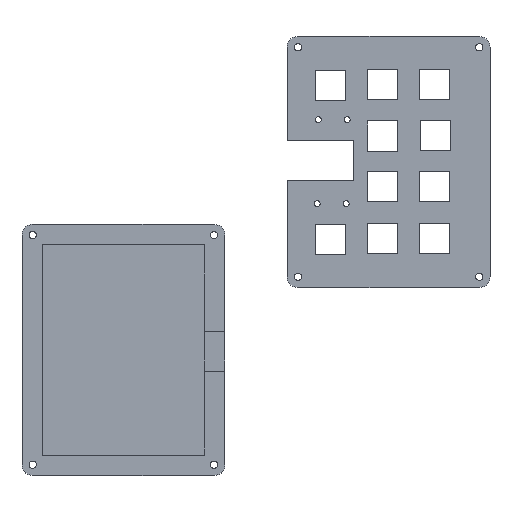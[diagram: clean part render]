
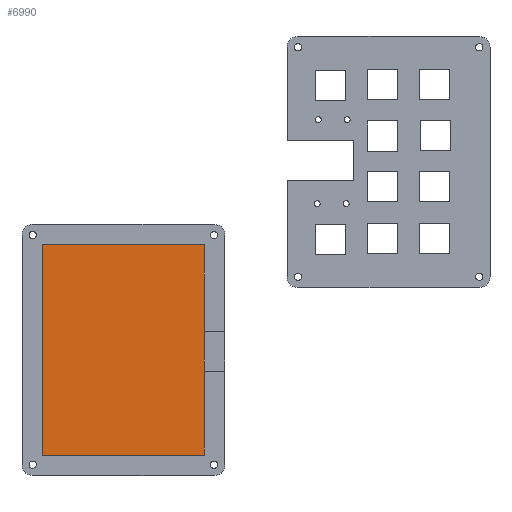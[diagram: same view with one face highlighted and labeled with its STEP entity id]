
A CAD part, top view. The second image highlights one B-rep face of the part: STEP entity #6990.
In plain terms, the highlighted planar face has unit normal (0, 0, 1).
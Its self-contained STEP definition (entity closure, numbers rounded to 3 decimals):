
#676=PLANE('',#7415);
#851=FACE_OUTER_BOUND('',#1240,.T.);
#1240=EDGE_LOOP('',(#4874,#4875,#4876,#4877));
#1708=LINE('',#8878,#2354);
#1709=LINE('',#8880,#2355);
#1710=LINE('',#8882,#2356);
#1711=LINE('',#8883,#2357);
#2354=VECTOR('',#7726,10.);
#2355=VECTOR('',#7727,10.);
#2356=VECTOR('',#7728,10.);
#2357=VECTOR('',#7729,10.);
#3048=VERTEX_POINT('',#8876);
#3049=VERTEX_POINT('',#8877);
#3050=VERTEX_POINT('',#8879);
#3051=VERTEX_POINT('',#8881);
#3776=EDGE_CURVE('',#3048,#3049,#1708,.T.);
#3777=EDGE_CURVE('',#3050,#3048,#1709,.T.);
#3778=EDGE_CURVE('',#3051,#3050,#1710,.T.);
#3779=EDGE_CURVE('',#3049,#3051,#1711,.T.);
#4874=ORIENTED_EDGE('',*,*,#3776,.F.);
#4875=ORIENTED_EDGE('',*,*,#3777,.F.);
#4876=ORIENTED_EDGE('',*,*,#3778,.F.);
#4877=ORIENTED_EDGE('',*,*,#3779,.F.);
#6990=ADVANCED_FACE('',(#851),#676,.T.);
#7415=AXIS2_PLACEMENT_3D('',#8875,#7724,#7725);
#7724=DIRECTION('center_axis',(0.,0.,1.));
#7725=DIRECTION('ref_axis',(1.,0.,0.));
#7726=DIRECTION('',(0.,1.,0.));
#7727=DIRECTION('',(-1.,0.,0.));
#7728=DIRECTION('',(0.,-1.,0.));
#7729=DIRECTION('',(1.,0.,0.));
#8875=CARTESIAN_POINT('Origin',(42.191,53.4,3.));
#8876=CARTESIAN_POINT('',(4.5,4.5,3.));
#8877=CARTESIAN_POINT('',(4.5,102.3,3.));
#8878=CARTESIAN_POINT('',(4.5,28.95,3.));
#8879=CARTESIAN_POINT('',(79.881,4.5,3.));
#8880=CARTESIAN_POINT('',(61.036,4.5,3.));
#8881=CARTESIAN_POINT('',(79.881,102.3,3.));
#8882=CARTESIAN_POINT('',(79.881,77.85,3.));
#8883=CARTESIAN_POINT('',(23.345,102.3,3.));
